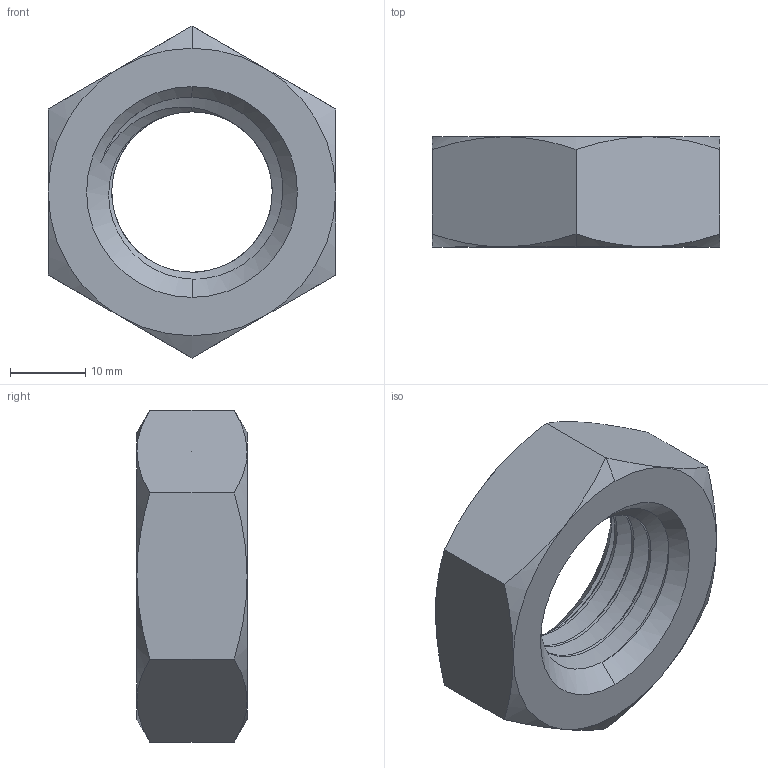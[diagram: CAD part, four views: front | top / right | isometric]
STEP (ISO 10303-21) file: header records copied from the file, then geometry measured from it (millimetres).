
FILE_DESCRIPTION (( 'STEP AP203' ), '1' );
FILE_NAME ('94846A219_Medium-Strength Steel Thin Hex Nut.STEP', '2023-02-02T15:23:01', ( 'Administrator' ), ( 'Managed by Terraform' ), 'SwSTEP 2.0', 'SolidWorks 2017', '' );
FILE_SCHEMA (( 'CONFIG_CONTROL_DESIGN' ));
Length unit declared in the file: inch
Products named in the file (1): 94846A219_Medium-Strength Steel Thin Hex Nut
Bounding box: 38.1 x 14.61 x 43.99 mm (x, y, z)
Volume: 11523.1 mm3; surface area: 4911.5 mm2
Topology: 1 solids, 1 shells, 40 faces, 100 edges, 62 vertices
Faces by surface type: cone 20, cylinder 9, plane 8, bspline 3
Entity records: 2831 total; most frequent: CARTESIAN_POINT 1927, ORIENTED_EDGE 200, DIRECTION 138, EDGE_CURVE 100, VERTEX_POINT 62, AXIS2_PLACEMENT_3D 58, EDGE_LOOP 42, FACE_OUTER_BOUND 40
